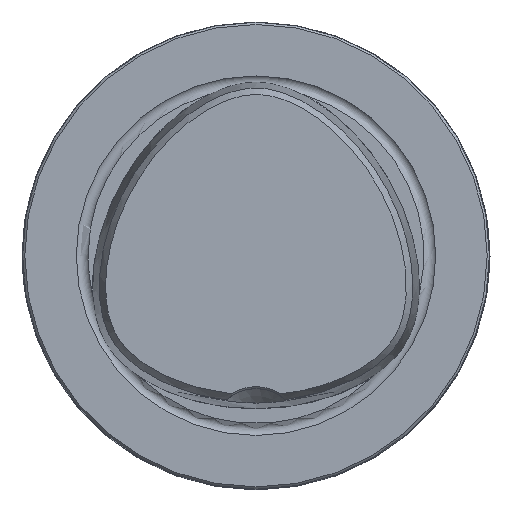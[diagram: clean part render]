
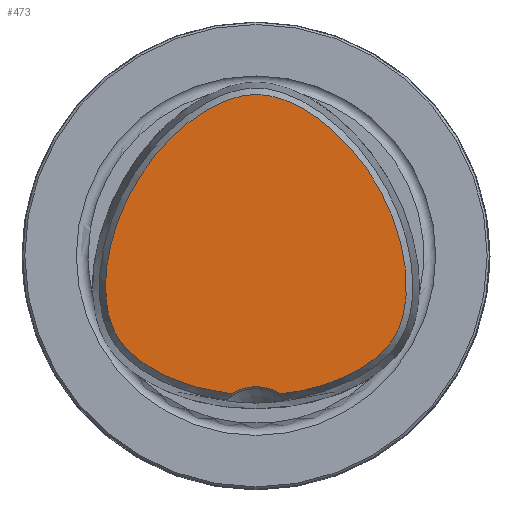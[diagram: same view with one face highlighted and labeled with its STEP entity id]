
A CAD part, top view. The second image highlights one B-rep face of the part: STEP entity #473.
In plain terms, the highlighted planar face has unit normal (0, 0, 1).
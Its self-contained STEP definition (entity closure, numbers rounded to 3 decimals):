
#252=B_SPLINE_CURVE_WITH_KNOTS('',3,(#4205,#4206,#4207,#4208,#4209,#4210,
#4211,#4212,#4213,#4214,#4215,#4216,#4217,#4218,#4219,#4220,#4221,#4222,
#4223,#4224,#4225,#4226,#4227,#4228,#4229,#4230,#4231,#4232,#4233,#4234,
#4235,#4236,#4237,#4238,#4239,#4240,#4241,#4242,#4243,#4244,#4245,#4246,
#4247,#4248,#4249,#4250,#4251,#4252,#4253,#4254,#4255,#4256,#4257,#4258,
#4259,#4260,#4261,#4262,#4263,#4264,#4265,#4266,#4267,#4268,#4269,#4270,
#4271,#4272,#4273,#4274,#4275),.UNSPECIFIED.,.T.,.F.,(1,1,2,1,1,1,1,1,1,
1,1,1,1,1,1,1,1,1,1,1,1,1,1,1,1,1,1,1,1,1,1,1,1,1,1,1,1,1,1,1,1,1,1,1,1,
1,1,1,1,1,1,1,1,1,1,1,1,1,1,1,1,1,1,1,1,1,1,1,1,1,2,1,1),(-0.031,-0.016,
0.,0.016,0.031,0.063,0.078,0.094,0.109,0.125,0.133,0.141,
0.148,0.156,0.164,0.172,0.18,0.188,0.195,0.203,
0.219,0.234,0.25,0.266,0.281,0.313,0.344,0.359,0.375,0.406,
0.422,0.438,0.453,0.469,0.484,0.492,0.5,0.508,0.516,
0.531,0.547,0.563,0.578,0.594,0.625,0.641,0.656,0.688,
0.719,0.734,0.75,0.766,0.781,0.797,0.805,0.813,0.82,
0.828,0.836,0.844,0.852,0.859,0.867,0.875,0.891,
0.906,0.922,0.938,0.969,0.984,1.,1.016,1.031),
 .UNSPECIFIED.);
#412=CIRCLE('',#2831,6.25);
#473=ADVANCED_FACE('CU_E_LO_SU_2',(#675),#611,.T.);
#611=PLANE('',#2832);
#675=FACE_OUTER_BOUND('',#822,.T.);
#822=EDGE_LOOP('',(#1380,#1381));
#1380=ORIENTED_EDGE('',*,*,#2391,.F.);
#1381=ORIENTED_EDGE('',*,*,#2393,.T.);
#2113=VERTEX_POINT('',#4204);
#2114=VERTEX_POINT('',#4276);
#2391=EDGE_CURVE('',#2113,#2114,#252,.T.);
#2393=EDGE_CURVE('',#2113,#2114,#412,.T.);
#2831=AXIS2_PLACEMENT_3D('',#4494,#3120,#3121);
#2832=AXIS2_PLACEMENT_3D('',#4495,#3122,#3123);
#3120=DIRECTION('',(0.,0.,-1.));
#3121=DIRECTION('',(-1.,0.,0.));
#3122=DIRECTION('',(0.,0.,1.));
#3123=DIRECTION('',(-1.,0.,0.));
#4204=CARTESIAN_POINT('',(-3.336,-18.715,38.));
#4205=CARTESIAN_POINT('',(0.692,-18.892,38.));
#4206=CARTESIAN_POINT('',(-0.692,-18.892,38.));
#4207=CARTESIAN_POINT('',(-2.048,-18.848,38.));
#4208=CARTESIAN_POINT('',(-4.776,-18.58,38.));
#4209=CARTESIAN_POINT('',(-7.432,-18.048,38.));
#4210=CARTESIAN_POINT('',(-10.028,-17.228,38.));
#4211=CARTESIAN_POINT('',(-11.903,-16.471,38.));
#4212=CARTESIAN_POINT('',(-13.693,-15.564,38.));
#4213=CARTESIAN_POINT('',(-15.082,-14.681,38.));
#4214=CARTESIAN_POINT('',(-16.125,-13.885,38.));
#4215=CARTESIAN_POINT('',(-16.853,-13.252,38.));
#4216=CARTESIAN_POINT('',(-17.521,-12.579,38.));
#4217=CARTESIAN_POINT('',(-18.121,-11.867,38.));
#4218=CARTESIAN_POINT('',(-18.644,-11.115,38.));
#4219=CARTESIAN_POINT('',(-19.086,-10.318,38.));
#4220=CARTESIAN_POINT('',(-19.451,-9.473,38.));
#4221=CARTESIAN_POINT('',(-19.745,-8.583,38.));
#4222=CARTESIAN_POINT('',(-19.971,-7.656,38.));
#4223=CARTESIAN_POINT('',(-20.192,-6.373,38.));
#4224=CARTESIAN_POINT('',(-20.319,-4.741,38.));
#4225=CARTESIAN_POINT('',(-20.272,-2.742,38.));
#4226=CARTESIAN_POINT('',(-20.046,-0.737,38.));
#4227=CARTESIAN_POINT('',(-19.658,1.256,38.));
#4228=CARTESIAN_POINT('',(-18.94,3.888,38.));
#4229=CARTESIAN_POINT('',(-17.704,7.063,38.));
#4230=CARTESIAN_POINT('',(-16.063,10.054,38.));
#4231=CARTESIAN_POINT('',(-14.516,12.317,38.));
#4232=CARTESIAN_POINT('',(-12.825,14.47,38.));
#4233=CARTESIAN_POINT('',(-10.947,16.416,38.));
#4234=CARTESIAN_POINT('',(-8.854,18.144,38.));
#4235=CARTESIAN_POINT('',(-7.201,19.293,38.));
#4236=CARTESIAN_POINT('',(-5.468,20.274,38.));
#4237=CARTESIAN_POINT('',(-3.67,21.05,38.));
#4238=CARTESIAN_POINT('',(-2.148,21.48,38.));
#4239=CARTESIAN_POINT('',(-0.912,21.662,38.));
#4240=CARTESIAN_POINT('',(0.,21.708,38.));
#4241=CARTESIAN_POINT('',(0.912,21.662,38.));
#4242=CARTESIAN_POINT('',(2.148,21.48,38.));
#4243=CARTESIAN_POINT('',(3.67,21.05,38.));
#4244=CARTESIAN_POINT('',(5.468,20.274,38.));
#4245=CARTESIAN_POINT('',(7.201,19.293,38.));
#4246=CARTESIAN_POINT('',(8.854,18.144,38.));
#4247=CARTESIAN_POINT('',(10.947,16.416,38.));
#4248=CARTESIAN_POINT('',(12.825,14.47,38.));
#4249=CARTESIAN_POINT('',(14.516,12.317,38.));
#4250=CARTESIAN_POINT('',(16.063,10.054,38.));
#4251=CARTESIAN_POINT('',(17.704,7.063,38.));
#4252=CARTESIAN_POINT('',(18.94,3.888,38.));
#4253=CARTESIAN_POINT('',(19.658,1.256,38.));
#4254=CARTESIAN_POINT('',(20.046,-0.737,38.));
#4255=CARTESIAN_POINT('',(20.272,-2.742,38.));
#4256=CARTESIAN_POINT('',(20.319,-4.741,38.));
#4257=CARTESIAN_POINT('',(20.192,-6.373,38.));
#4258=CARTESIAN_POINT('',(19.971,-7.656,38.));
#4259=CARTESIAN_POINT('',(19.745,-8.583,38.));
#4260=CARTESIAN_POINT('',(19.451,-9.473,38.));
#4261=CARTESIAN_POINT('',(19.086,-10.318,38.));
#4262=CARTESIAN_POINT('',(18.644,-11.115,38.));
#4263=CARTESIAN_POINT('',(18.121,-11.867,38.));
#4264=CARTESIAN_POINT('',(17.521,-12.579,38.));
#4265=CARTESIAN_POINT('',(16.853,-13.252,38.));
#4266=CARTESIAN_POINT('',(16.125,-13.885,38.));
#4267=CARTESIAN_POINT('',(15.082,-14.681,38.));
#4268=CARTESIAN_POINT('',(13.693,-15.564,38.));
#4269=CARTESIAN_POINT('',(11.903,-16.471,38.));
#4270=CARTESIAN_POINT('',(10.028,-17.228,38.));
#4271=CARTESIAN_POINT('',(7.432,-18.048,38.));
#4272=CARTESIAN_POINT('',(4.776,-18.58,38.));
#4273=CARTESIAN_POINT('',(2.048,-18.848,38.));
#4274=CARTESIAN_POINT('',(0.692,-18.892,38.));
#4275=CARTESIAN_POINT('',(-0.692,-18.892,38.));
#4276=CARTESIAN_POINT('',(3.336,-18.715,38.));
#4494=CARTESIAN_POINT('',(0.,-24.,38.));
#4495=CARTESIAN_POINT('',(0.,0.,38.));
